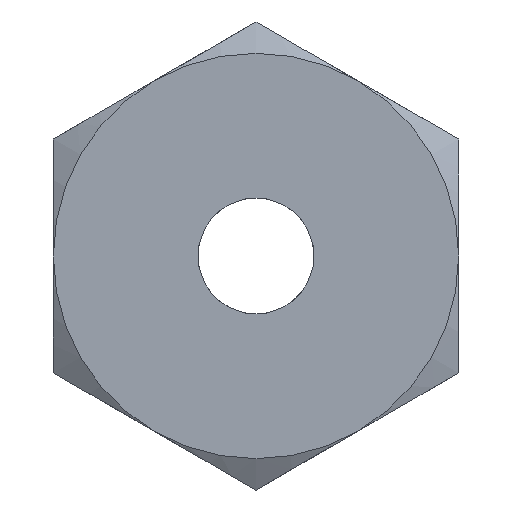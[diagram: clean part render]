
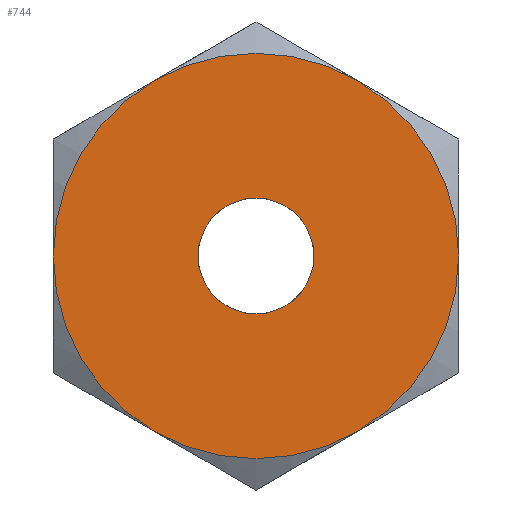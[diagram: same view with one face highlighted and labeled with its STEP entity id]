
A CAD part, left-side view. The second image highlights one B-rep face of the part: STEP entity #744.
In plain terms, the highlighted planar face has unit normal (-1, 0, 0).
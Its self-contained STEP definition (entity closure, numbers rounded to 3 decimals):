
#498=CARTESIAN_POINT('POINT32',(0.,0.,
   -1.588));
#499=VERTEX_POINT('VERTEX32',#498);
#506=CARTESIAN_POINT('POINT33',(0.,
   0.,1.588));
#507=VERTEX_POINT('VERTEX33',#506);
#508=CARTESIAN_POINT('POS32',(0.,0.,0.));
#509=DIRECTION('DIR48',(1.,0.,0.));
#510=DIRECTION('DIR49',(0.,0.,-1.));
#511=AXIS2_PLACEMENT_3D('AXIS17',#508,#509,#510);
#512=CIRCLE('ELLIPSE8',#511,1.588);
#513=EDGE_CURVE('EDGE52',#507,#499,#512,.T.);
#533=EDGE_CURVE('EDGE54',#499,#507,#512,.T.);
#720=ORIENTED_EDGE('COEDGE129',*,*,#533,.T.);
#721=ORIENTED_EDGE('COEDGE130',*,*,#513,.T.);
#722=EDGE_LOOP('NONE',(#720,#721));
#723=FACE_BOUND('LOOP1',#722,.T.);
#724=CARTESIAN_POINT('POINT43',(0.,0.,
   -5.556));
#725=VERTEX_POINT('VERTEX43',#724);
#726=CARTESIAN_POINT('POINT44',(0.,
   0.,5.556));
#727=VERTEX_POINT('VERTEX44',#726);
#728=CARTESIAN_POINT('POS46',(0.,0.,0.));
#729=DIRECTION('DIR71',(-1.,0.,0.));
#730=DIRECTION('DIR72',(0.,0.,-1.));
#731=AXIS2_PLACEMENT_3D('AXIS26',#728,#729,#730);
#732=CIRCLE('ELLIPSE10',#731,5.556);
#733=EDGE_CURVE('EDGE71',#725,#727,#732,.T.);
#734=ORIENTED_EDGE('COEDGE131',*,*,#733,.T.);
#735=EDGE_CURVE('EDGE72',#727,#725,#732,.T.);
#736=ORIENTED_EDGE('COEDGE132',*,*,#735,.T.);
#737=EDGE_LOOP('NONE',(#734,#736));
#738=FACE_BOUND('LOOP1',#737,.T.);
#739=CARTESIAN_POINT('POS47',(0.,0.,
   -2.778));
#740=DIRECTION('DIR73',(-1.,0.,0.));
#741=DIRECTION('DIR74',(0.,1.,0.));
#742=AXIS2_PLACEMENT_3D('AXIS27',#739,#740,#741);
#743=PLANE('PLANE9',#742);
#744=ADVANCED_FACE('FACE31',(#723,#738),#743,.T.);
